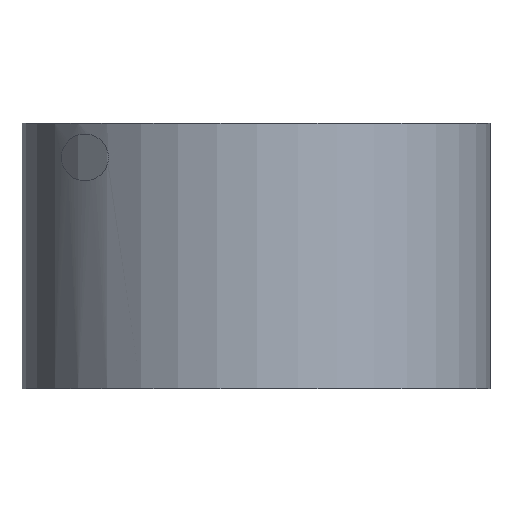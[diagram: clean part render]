
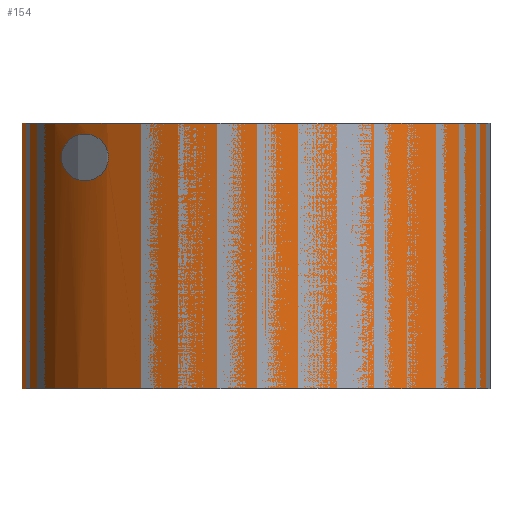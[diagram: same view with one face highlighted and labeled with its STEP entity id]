
A CAD part, left-side view. The second image highlights one B-rep face of the part: STEP entity #154.
In plain terms, the highlighted cylindrical face has radius 40 mm (diameter 80 mm), a partial arc.
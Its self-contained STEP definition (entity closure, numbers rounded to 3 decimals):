
#55=CARTESIAN_POINT('Axis2P3D Location',(0.,5.477,-42.847)) ;
#60=CARTESIAN_POINT('Axis2P3D Location',(0.,5.477,-65.572)) ;
#64=CARTESIAN_POINT('Vertex',(-0.5,45.473,-65.572)) ;
#66=CARTESIAN_POINT('Vertex',(0.,-34.523,-65.572)) ;
#69=CARTESIAN_POINT('Line Origine',(0.,-34.523,-42.847)) ;
#73=CARTESIAN_POINT('Vertex',(0.,-34.523,-20.122)) ;
#76=CARTESIAN_POINT('Axis2P3D Location',(0.,5.477,-20.122)) ;
#80=CARTESIAN_POINT('Vertex',(-0.5,45.473,-20.122)) ;
#83=CARTESIAN_POINT('Line Origine',(-0.5,45.473,-42.847)) ;
#95=CARTESIAN_POINT('Control Point',(-22.243,38.722,-25.997)) ;
#96=CARTESIAN_POINT('Control Point',(-22.243,38.722,-26.215)) ;
#97=CARTESIAN_POINT('Control Point',(-22.265,38.707,-26.433)) ;
#98=CARTESIAN_POINT('Control Point',(-22.31,38.677,-26.647)) ;
#99=CARTESIAN_POINT('Control Point',(-22.46,38.576,-27.135)) ;
#100=CARTESIAN_POINT('Control Point',(-22.698,38.413,-27.571)) ;
#101=CARTESIAN_POINT('Control Point',(-22.858,38.303,-27.805)) ;
#102=CARTESIAN_POINT('Control Point',(-23.268,38.016,-28.311)) ;
#103=CARTESIAN_POINT('Control Point',(-23.74,37.673,-28.723)) ;
#104=CARTESIAN_POINT('Control Point',(-24.023,37.462,-28.933)) ;
#105=CARTESIAN_POINT('Control Point',(-24.846,36.835,-29.455)) ;
#106=CARTESIAN_POINT('Control Point',(-25.711,36.131,-29.789)) ;
#107=CARTESIAN_POINT('Control Point',(-26.272,35.653,-29.934)) ;
#108=CARTESIAN_POINT('Control Point',(-27.238,34.788,-30.059)) ;
#109=CARTESIAN_POINT('Control Point',(-28.165,33.887,-29.937)) ;
#110=CARTESIAN_POINT('Control Point',(-28.548,33.503,-29.838)) ;
#111=CARTESIAN_POINT('Control Point',(-29.212,32.811,-29.564)) ;
#112=CARTESIAN_POINT('Control Point',(-29.803,32.16,-29.1)) ;
#113=CARTESIAN_POINT('Control Point',(-30.049,31.882,-28.852)) ;
#114=CARTESIAN_POINT('Control Point',(-30.516,31.341,-28.237)) ;
#115=CARTESIAN_POINT('Control Point',(-30.843,30.948,-27.443)) ;
#116=CARTESIAN_POINT('Control Point',(-30.966,30.797,-26.979)) ;
#117=CARTESIAN_POINT('Control Point',(-31.027,30.722,-26.488)) ;
#118=CARTESIAN_POINT('Control Point',(-31.027,30.722,-25.997)) ;
#119=CARTESIAN_POINT('Vertex',(-22.243,38.722,-25.997)) ;
#121=CARTESIAN_POINT('Vertex',(-31.027,30.722,-25.997)) ;
#125=CARTESIAN_POINT('Control Point',(-22.243,38.722,-25.997)) ;
#126=CARTESIAN_POINT('Control Point',(-22.243,38.722,-25.779)) ;
#127=CARTESIAN_POINT('Control Point',(-22.265,38.707,-25.56)) ;
#128=CARTESIAN_POINT('Control Point',(-22.31,38.677,-25.347)) ;
#129=CARTESIAN_POINT('Control Point',(-22.46,38.576,-24.859)) ;
#130=CARTESIAN_POINT('Control Point',(-22.698,38.413,-24.422)) ;
#131=CARTESIAN_POINT('Control Point',(-22.858,38.303,-24.189)) ;
#132=CARTESIAN_POINT('Control Point',(-23.268,38.016,-23.683)) ;
#133=CARTESIAN_POINT('Control Point',(-23.74,37.673,-23.271)) ;
#134=CARTESIAN_POINT('Control Point',(-24.023,37.462,-23.061)) ;
#135=CARTESIAN_POINT('Control Point',(-24.846,36.835,-22.539)) ;
#136=CARTESIAN_POINT('Control Point',(-25.711,36.131,-22.205)) ;
#137=CARTESIAN_POINT('Control Point',(-26.272,35.653,-22.06)) ;
#138=CARTESIAN_POINT('Control Point',(-27.238,34.788,-21.935)) ;
#139=CARTESIAN_POINT('Control Point',(-28.165,33.887,-22.056)) ;
#140=CARTESIAN_POINT('Control Point',(-28.548,33.503,-22.155)) ;
#141=CARTESIAN_POINT('Control Point',(-29.212,32.811,-22.429)) ;
#142=CARTESIAN_POINT('Control Point',(-29.803,32.16,-22.894)) ;
#143=CARTESIAN_POINT('Control Point',(-30.049,31.882,-23.142)) ;
#144=CARTESIAN_POINT('Control Point',(-30.516,31.341,-23.757)) ;
#145=CARTESIAN_POINT('Control Point',(-30.843,30.948,-24.551)) ;
#146=CARTESIAN_POINT('Control Point',(-30.966,30.797,-25.015)) ;
#147=CARTESIAN_POINT('Control Point',(-31.027,30.722,-25.506)) ;
#148=CARTESIAN_POINT('Control Point',(-31.027,30.722,-25.997)) ;
#56=DIRECTION('Axis2P3D Direction',(0.,-0.,1.)) ;
#57=DIRECTION('Axis2P3D XDirection',(0.,1.,0.)) ;
#61=DIRECTION('Axis2P3D Direction',(0.,-0.,1.)) ;
#70=DIRECTION('Vector Direction',(0.,0.,1.)) ;
#77=DIRECTION('Axis2P3D Direction',(0.,-0.,1.)) ;
#84=DIRECTION('Vector Direction',(0.,0.,1.)) ;
#58=AXIS2_PLACEMENT_3D('Cylinder Axis2P3D',#55,#56,#57) ;
#62=AXIS2_PLACEMENT_3D('Circle Axis2P3D',#60,#61,$) ;
#78=AXIS2_PLACEMENT_3D('Circle Axis2P3D',#76,#77,$) ;
#89=ORIENTED_EDGE('',*,*,#68,.T.) ;
#90=ORIENTED_EDGE('',*,*,#75,.T.) ;
#91=ORIENTED_EDGE('',*,*,#82,.F.) ;
#92=ORIENTED_EDGE('',*,*,#87,.F.) ;
#151=ORIENTED_EDGE('',*,*,#123,.F.) ;
#152=ORIENTED_EDGE('',*,*,#149,.T.) ;
#153=FACE_BOUND('',#150,.T.) ;
#71=VECTOR('Line Direction',#70,1.) ;
#85=VECTOR('Line Direction',#84,1.) ;
#154=ADVANCED_FACE('New Version',(#93,#153),#59,.T.) ;
#94=B_SPLINE_CURVE_WITH_KNOTS('',5,(#95,#96,#97,#98,#99,#100,#101,#102,#103,#104,#105,#106,#107,#108,#109,#110,#111,#112,#113,#114,#115,#116,#117,#118),.UNSPECIFIED.,.F.,.U.,(6,3,3,3,3,3,3,6),(0.,1.544,3.666,6.565,11.843,15.719,18.847,22.319),.UNSPECIFIED.) ;
#124=B_SPLINE_CURVE_WITH_KNOTS('',5,(#125,#126,#127,#128,#129,#130,#131,#132,#133,#134,#135,#136,#137,#138,#139,#140,#141,#142,#143,#144,#145,#146,#147,#148),.UNSPECIFIED.,.F.,.U.,(6,3,3,3,3,3,3,6),(0.,1.544,3.666,6.565,11.843,15.719,18.847,22.319),.UNSPECIFIED.) ;
#63=CIRCLE('generated circle',#62,40.) ;
#79=CIRCLE('generated circle',#78,40.) ;
#59=CYLINDRICAL_SURFACE('generated cylinder',#58,40.) ;
#68=EDGE_CURVE('',#65,#67,#63,.T.) ;
#75=EDGE_CURVE('',#67,#74,#72,.T.) ;
#82=EDGE_CURVE('',#81,#74,#79,.T.) ;
#87=EDGE_CURVE('',#65,#81,#86,.T.) ;
#123=EDGE_CURVE('',#120,#122,#94,.T.) ;
#149=EDGE_CURVE('',#120,#122,#124,.T.) ;
#88=EDGE_LOOP('',(#89,#90,#91,#92)) ;
#150=EDGE_LOOP('',(#151,#152)) ;
#93=FACE_OUTER_BOUND('',#88,.T.) ;
#72=LINE('Line',#69,#71) ;
#86=LINE('Line',#83,#85) ;
#65=VERTEX_POINT('',#64) ;
#67=VERTEX_POINT('',#66) ;
#74=VERTEX_POINT('',#73) ;
#81=VERTEX_POINT('',#80) ;
#120=VERTEX_POINT('',#119) ;
#122=VERTEX_POINT('',#121) ;
